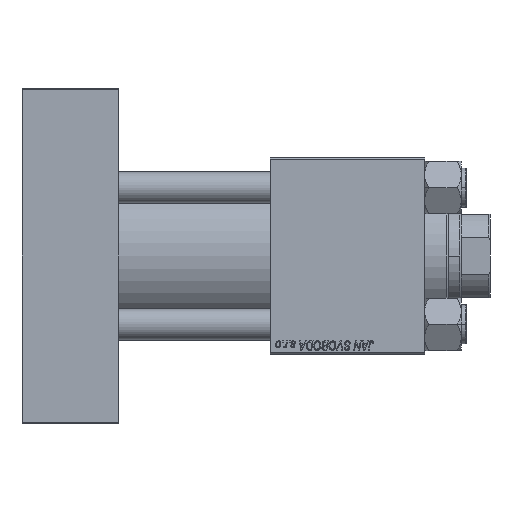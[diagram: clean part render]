
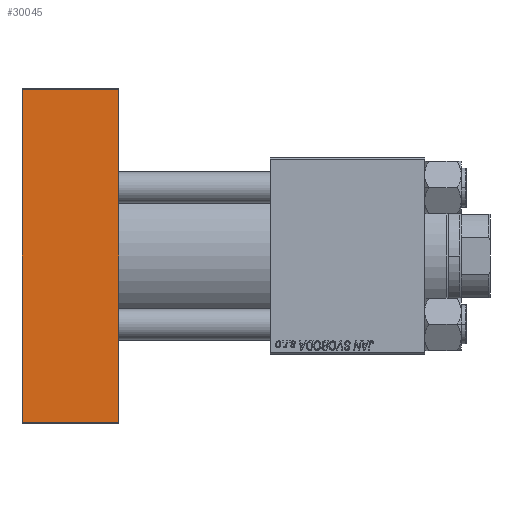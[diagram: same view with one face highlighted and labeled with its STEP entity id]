
A CAD part, front view. The second image highlights one B-rep face of the part: STEP entity #30045.
In plain terms, the highlighted planar face has unit normal (0, -1, 0).
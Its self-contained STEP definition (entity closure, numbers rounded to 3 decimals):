
#252 = DIRECTION ( 'NONE',  ( 0., 0., -1. ) ) ;
#1836 = DIRECTION ( 'NONE',  ( 0., 1., 0. ) ) ;
#2599 = DIRECTION ( 'NONE',  ( 1., 0., 0. ) ) ;
#4255 = ORIENTED_EDGE ( 'NONE', *, *, #9830, .T. ) ;
#5941 = CARTESIAN_POINT ( 'NONE',  ( 37., -37.5, -63.5 ) ) ;
#7010 = CARTESIAN_POINT ( 'NONE',  ( 37., -37.5, 63.5 ) ) ;
#8490 = CARTESIAN_POINT ( 'NONE',  ( 0., -37.5, 64. ) ) ;
#8653 = VECTOR ( 'NONE', #18875, 1000. ) ;
#9830 = EDGE_CURVE ( 'NONE', #43190, #43850, #43109, .T. ) ;
#12792 = VECTOR ( 'NONE', #252, 1000. ) ;
#16412 = LINE ( 'NONE', #34858, #12792 ) ;
#17719 = EDGE_CURVE ( 'NONE', #41579, #35907, #16412, .T. ) ;
#18875 = DIRECTION ( 'NONE',  ( 0., 0., -1. ) ) ;
#22706 = VECTOR ( 'NONE', #34294, 1000. ) ;
#23632 = PLANE ( 'NONE',  #47096 ) ;
#23898 = EDGE_CURVE ( 'NONE', #41579, #43190, #30259, .T. ) ;
#25208 = CARTESIAN_POINT ( 'NONE',  ( 0., -37.5, 63.5 ) ) ;
#26259 = ORIENTED_EDGE ( 'NONE', *, *, #23898, .T. ) ;
#28361 = CARTESIAN_POINT ( 'NONE',  ( 37., -37.5, 64. ) ) ;
#29393 = LINE ( 'NONE', #48599, #44877 ) ;
#30045 = ADVANCED_FACE ( 'NONE', ( #31469 ), #23632, .F. ) ;
#30259 = LINE ( 'NONE', #7010, #22706 ) ;
#30977 = DIRECTION ( 'NONE',  ( 0., 0., 1. ) ) ;
#31469 = FACE_OUTER_BOUND ( 'NONE', #49500, .T. ) ;
#32253 = ORIENTED_EDGE ( 'NONE', *, *, #47670, .T. ) ;
#34294 = DIRECTION ( 'NONE',  ( -1., 0., 0. ) ) ;
#34858 = CARTESIAN_POINT ( 'NONE',  ( 37., -37.5, 64. ) ) ;
#35907 = VERTEX_POINT ( 'NONE', #5941 ) ;
#37870 = ORIENTED_EDGE ( 'NONE', *, *, #17719, .F. ) ;
#41579 = VERTEX_POINT ( 'NONE', #45218 ) ;
#41752 = CARTESIAN_POINT ( 'NONE',  ( 0., -37.5, -63.5 ) ) ;
#43109 = LINE ( 'NONE', #8490, #8653 ) ;
#43190 = VERTEX_POINT ( 'NONE', #25208 ) ;
#43850 = VERTEX_POINT ( 'NONE', #41752 ) ;
#44877 = VECTOR ( 'NONE', #2599, 1000. ) ;
#45218 = CARTESIAN_POINT ( 'NONE',  ( 37., -37.5, 63.5 ) ) ;
#47096 = AXIS2_PLACEMENT_3D ( 'NONE', #28361, #1836, #30977 ) ;
#47670 = EDGE_CURVE ( 'NONE', #43850, #35907, #29393, .T. ) ;
#48599 = CARTESIAN_POINT ( 'NONE',  ( 37., -37.5, -63.5 ) ) ;
#49500 = EDGE_LOOP ( 'NONE', ( #4255, #32253, #37870, #26259 ) ) ;
